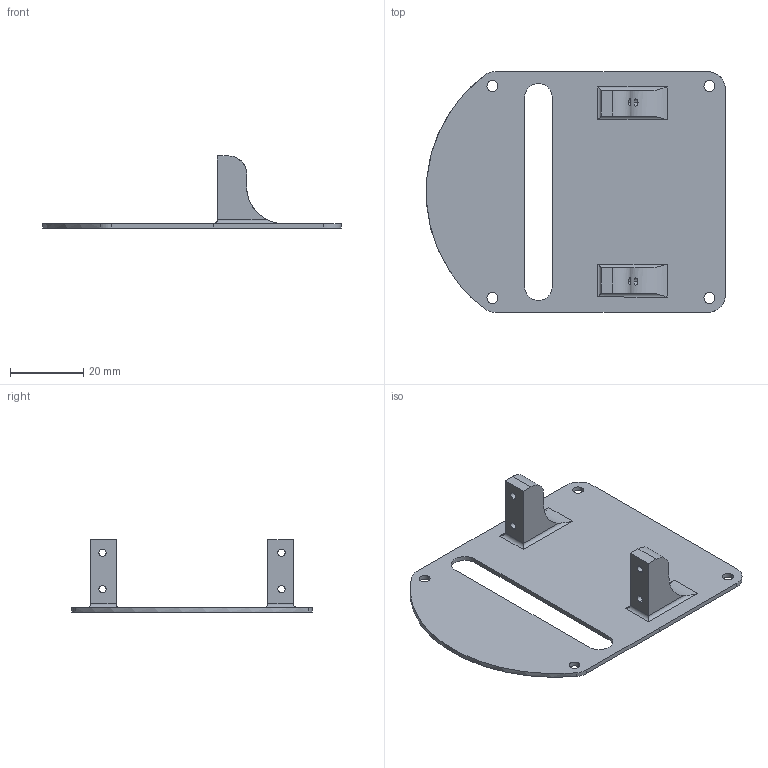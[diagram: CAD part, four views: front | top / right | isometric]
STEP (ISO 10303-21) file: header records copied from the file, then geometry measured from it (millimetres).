
FILE_DESCRIPTION (( 'STEP AP214' ), '1' );
FILE_NAME ('EXPLORA_VTOL_SERVO_HOLDER_L.STEP', '2022-10-24T08:56:29', ( '' ), ( '' ), 'SwSTEP 2.0', 'SolidWorks 2021', '' );
FILE_SCHEMA (( 'AUTOMOTIVE_DESIGN' ));
Length unit declared in the file: millimetre
Products named in the file (1): EXPLORA_VTOL_SERVO_HOLDER_L
Bounding box: 81.86 x 65.88 x 19.74 mm (x, y, z)
Volume: 7904.4 mm3; surface area: 10949.3 mm2
Topology: 1 solids, 1 shells, 52 faces, 140 edges, 92 vertices
Faces by surface type: cylinder 30, plane 18, bspline 4
Entity records: 1997 total; most frequent: CARTESIAN_POINT 692, ORIENTED_EDGE 280, DIRECTION 230, EDGE_CURVE 140, VERTEX_POINT 92, AXIS2_PLACEMENT_3D 77, LINE 76, VECTOR 76
